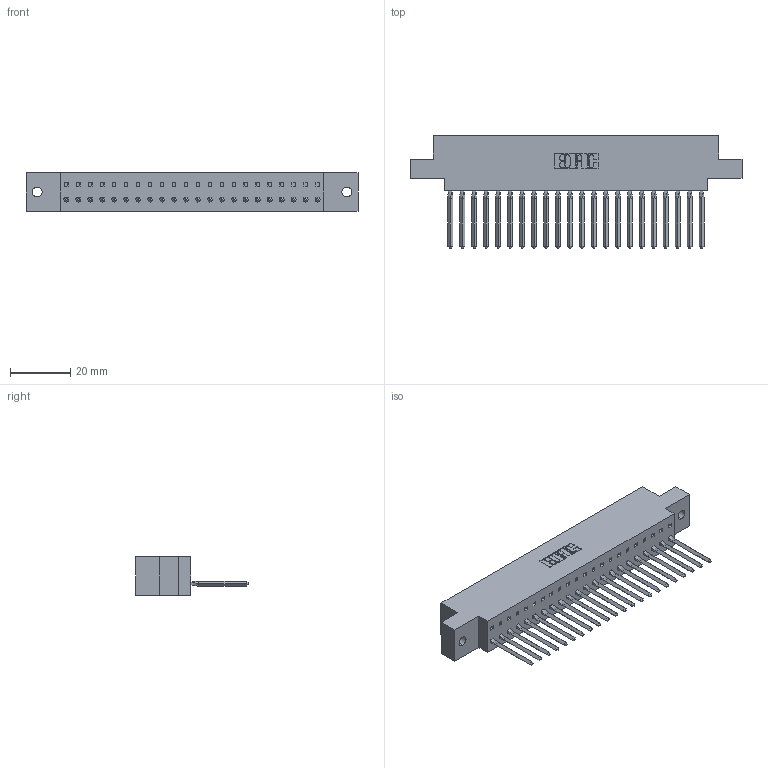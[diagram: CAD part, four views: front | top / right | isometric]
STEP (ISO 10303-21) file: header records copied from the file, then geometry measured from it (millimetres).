
FILE_DESCRIPTION (( 'STEP AP203' ), '1' );
FILE_NAME ('317-022-541-602.STEP', '2020-02-27T17:15:17', ( '' ), ( '' ), 'SwSTEP 2.0', 'SolidWorks 2016', '' );
FILE_SCHEMA (( 'CONFIG_CONTROL_DESIGN' ));
Length unit declared in the file: inch
Products named in the file (3): 317-290-002_541; 317 Part_.144 Dia; 317-022-541-602
Assembly tree (23 placements, depth 2):
  317-022-541-602
    317 Part_.144 Dia
    317-290-002_541  x22
Bounding box: 109.88 x 37.34 x 12.7 mm (x, y, z)
Volume: 17167.3 mm3; surface area: 23325.1 mm2
Topology: 23 solids, 23 shells, 3446 faces, 9823 edges, 6386 vertices
Faces by surface type: plane 2786, cylinder 572, bspline 88
Entity records: 35438 total; most frequent: CARTESIAN_POINT 6931, ORIENTED_EDGE 6206, DIRECTION 5083, EDGE_CURVE 3103, VECTOR 2739, LINE 2739, VERTEX_POINT 2060, AXIS2_PLACEMENT_3D 1172
